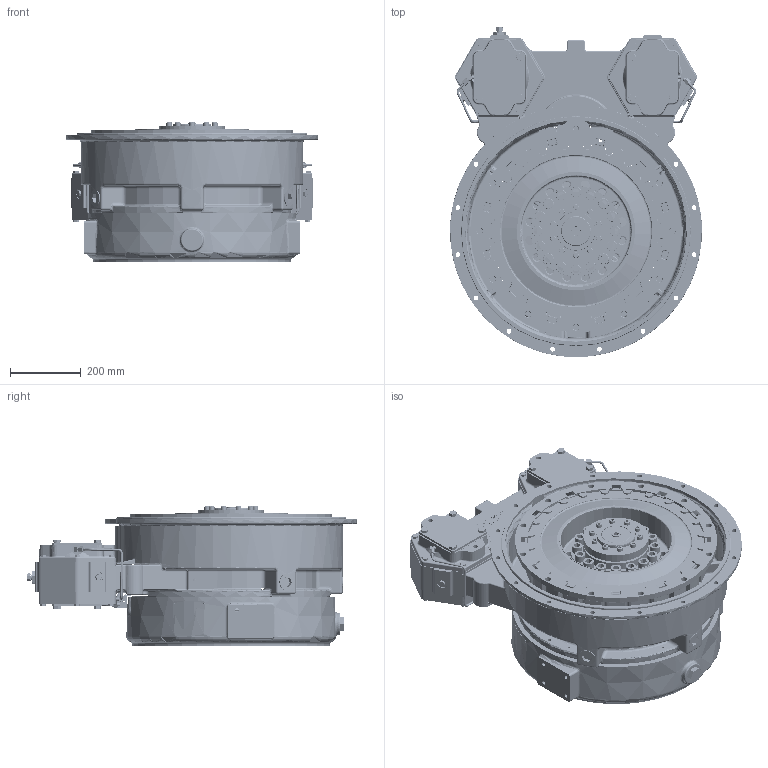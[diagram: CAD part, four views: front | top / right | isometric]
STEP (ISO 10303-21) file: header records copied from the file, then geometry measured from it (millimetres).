
FILE_DESCRIPTION (( 'STEP AP214' ), '1' );
FILE_NAME ('1026868A.STEP', '2018-07-23T20:02:37', ( '' ), ( '' ), 'SwSTEP 2.0', 'SolidWorks 2015', '' );
FILE_SCHEMA (( 'AUTOMOTIVE_DESIGN' ));
Length unit declared in the file: millimetre
Products named in the file (1): 1026868A
Bounding box: 711.11 x 932.46 x 392.44 mm (x, y, z)
Surface area: 3681420.9 mm2 (no closed solid volume)
Topology: 0 solids, 223 shells, 3253 faces, 10834 edges, 7460 vertices
Faces by surface type: plane 1243, cylinder 976, torus 415, bspline 410, cone 177, sphere 32
Entity records: 184915 total; most frequent: CARTESIAN_POINT 60333, DIRECTION 18020, ORIENTED_EDGE 16964, EDGE_CURVE 10789, VERTEX_POINT 7456, AXIS2_PLACEMENT_3D 6918, VECTOR 4184, LINE 4184
